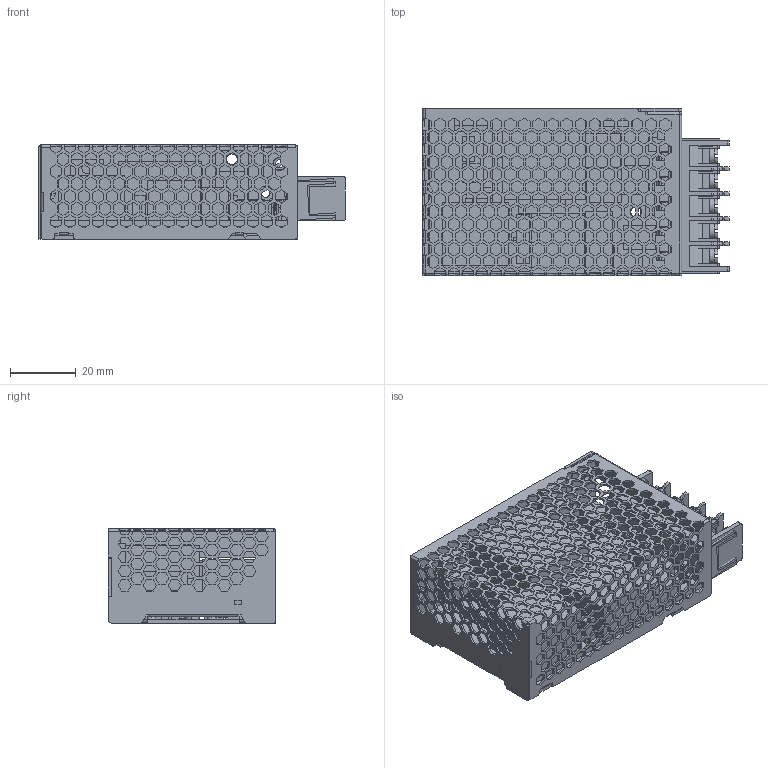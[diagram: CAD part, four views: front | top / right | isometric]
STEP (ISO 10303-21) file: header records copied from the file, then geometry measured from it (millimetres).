
FILE_DESCRIPTION((''),'2;1');
FILE_NAME('TXM_015-TXM_025_ASM_ASM','2020-11-28T',('xueshaodan'),(''),'PRO/ENGINEER BY PARAMETRIC TECHNOLOGY CORPORATION, 2010480','PRO/ENGINEER BY PARAMETRIC TECHNOLOGY CORPORATION, 2010480','');
FILE_SCHEMA(('AUTOMOTIVE_DESIGN_CC2 { 1 2 10303 214 -1 1 5 2 }'));
Products named in the file (82): MSBR-80; MSBR-79; MSBR-78; MSBR-77; MSBR-76; MSBR-75; MSBR-74; MSBR-73; MSBR-72; MSBR-71; MSBR-70; MSBR-69; MSBR-68; MSBR-67; MSBR-66; MSBR-65; MSBR-64; MSBR-63; MSBR-62; MSBR-61; MSBR-60; MSBR-59; MSBR-58; MSBR-57; MSBR-56; MSBR-55; MSBR-54; MSBR-53; MSBR-52; MSBR-51; MSBR-50; MSBR-49; MSBR-48; MSBR-47; MSBR-46; MSBR-45; MSBR-44; MSBR-43; MSBR-42; MSBR-41 ...
Assembly tree (81 placements, depth 2):
  TXM_015-TXM_025_ASM_ASM
    MSBR-80
    MSBR-79
    MSBR-78
    MSBR-77
    MSBR-76
    MSBR-75
    MSBR-74
    MSBR-73
    MSBR-72
    MSBR-71
    MSBR-70
    MSBR-69
    MSBR-68
    MSBR-67
    MSBR-66
    MSBR-65
    MSBR-64
    MSBR-63
    MSBR-62
    MSBR-61
    MSBR-60
    MSBR-59
    MSBR-58
    MSBR-57
    MSBR-56
    MSBR-55
    MSBR-54
    MSBR-53
    MSBR-52
    MSBR-51
    MSBR-50
    MSBR-49
    MSBR-48
    MSBR-47
    MSBR-46
    MSBR-45
    MSBR-44
    MSBR-43
    MSBR-42
    MSBR-41
    MSBR-40
    MSBR-39
    MSBR-38
    MSBR-37
    MSBR-36
    MSBR-35
    MSBR-34
    MSBR-33
    MSBR-32
    MSBR-31
    MSBR-30
    MSBR-29
    MSBR-28
    MSBR-27
    MSBR-26
    MSBR-25
    MSBR-24
    MSBR-23
    MSBR-22
Bounding box: 93.47 x 51 x 28.8 mm (x, y, z)
Volume: 61843.7 mm3; surface area: 62071.6 mm2
Topology: 80 solids, 80 shells, 4188 faces, 11600 edges, 7558 vertices
Faces by surface type: plane 3825, cylinder 277, bspline 32, torus 30, cone 24
Entity records: 162188 total; most frequent: CARTESIAN_POINT 25132, ORIENTED_EDGE 23200, DIRECTION 20838, EDGE_CURVE 11600, VECTOR 10780, LINE 10780, VERTEX_POINT 7558, AXIS2_PLACEMENT_3D 5029
